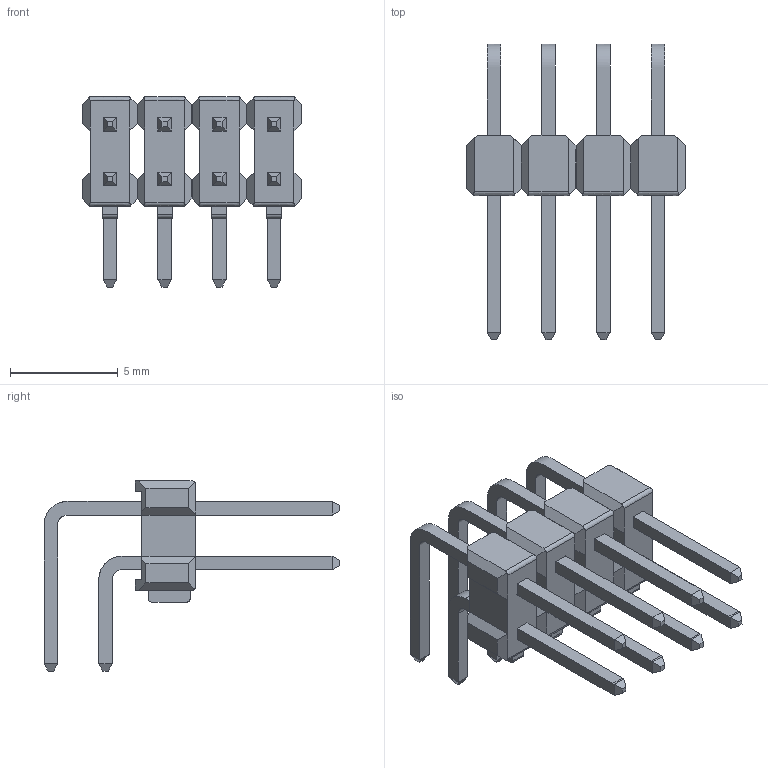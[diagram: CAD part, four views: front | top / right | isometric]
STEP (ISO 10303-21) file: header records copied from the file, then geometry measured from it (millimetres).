
FILE_DESCRIPTION(/* description */ (''),/* implementation_level */ '2;1');
FILE_NAME(/* name */ 'PI9B9B~1',/* time_stamp */ '2014-06-22T10:16:51+02:00',/* author */ (''),/* organization */ (''),/* preprocessor_version */ 'ST-DEVELOPER v14',/* originating_system */ '',/* authorisation */ '');
FILE_SCHEMA (('AUTOMOTIVE_DESIGN'));
Length unit declared in the file: millimetre
Products named in the file (1): Document
Bounding box: 10.16 x 13.74 x 8.83 mm (x, y, z)
Volume: 169.7 mm3; surface area: 681.1 mm2
Topology: 12 solids, 12 shells, 320 faces, 803 edges, 513 vertices
Faces by surface type: plane 268, bspline 52
Entity records: 18669 total; most frequent: CARTESIAN_POINT 7590, B_SPLINE_CURVE_WITH_KNOTS 2187, ORIENTED_EDGE 1592, PCURVE 1592, DEFINITIONAL_REPRESENTATION 1592, SURFACE_CURVE 796, EDGE_CURVE 796, VERTEX_POINT 504
